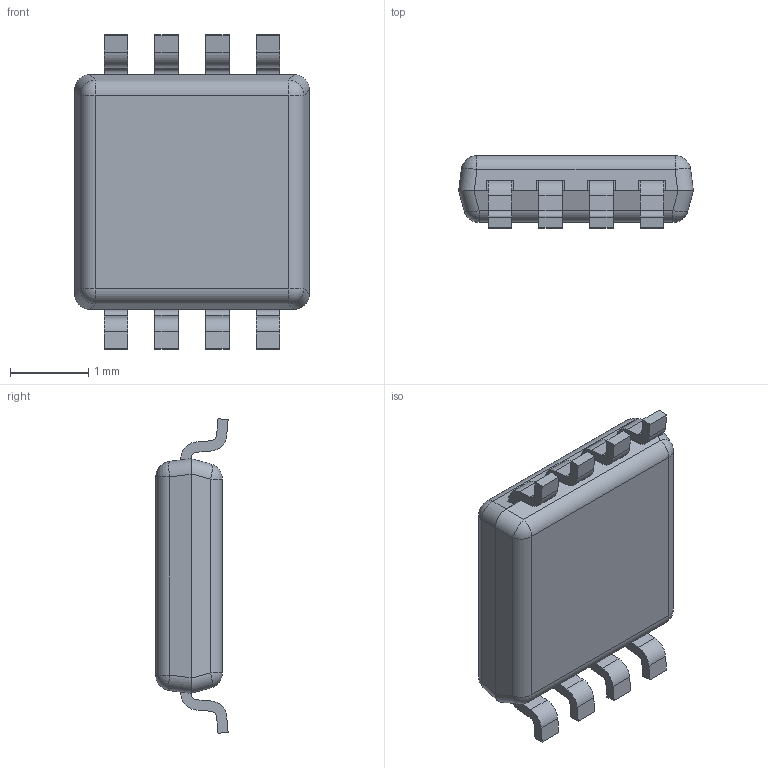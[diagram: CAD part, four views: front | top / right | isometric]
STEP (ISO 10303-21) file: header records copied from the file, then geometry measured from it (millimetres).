
FILE_DESCRIPTION (( '3D model for products with SOT505-2 package' ), '1' );
FILE_NAME ('SOT505-2.step', '2019-01-18T06:23:02', ( 'Nexperia' ), ( 'Nexperia' ), 'SwSTEP 2.0', '', '' );
FILE_SCHEMA (( 'AUTOMOTIVE_DESIGN' ));
Length unit declared in the file: millimetre
Products named in the file (4): SOT505-2 Upper mold body; SOT505 Lead; SOT505-2 Lower mold body; SOT505-2 Step
Assembly tree (10 placements, depth 2):
  SOT505-2 Step
    SOT505-2 Lower mold body
    SOT505 Lead  x8
    SOT505-2 Upper mold body
Bounding box: 3 x 0.93 x 4.02 mm (x, y, z)
Volume: 7.3 mm3; surface area: 49.9 mm2
Topology: 10 solids, 10 shells, 221 faces, 575 edges, 370 vertices
Faces by surface type: plane 140, cylinder 71, sphere 8, torus 2
Entity records: 4043 total; most frequent: CARTESIAN_POINT 677, DIRECTION 663, ORIENTED_EDGE 630, EDGE_CURVE 315, LINE 223, VECTOR 223, AXIS2_PLACEMENT_3D 220, VERTEX_POINT 202
